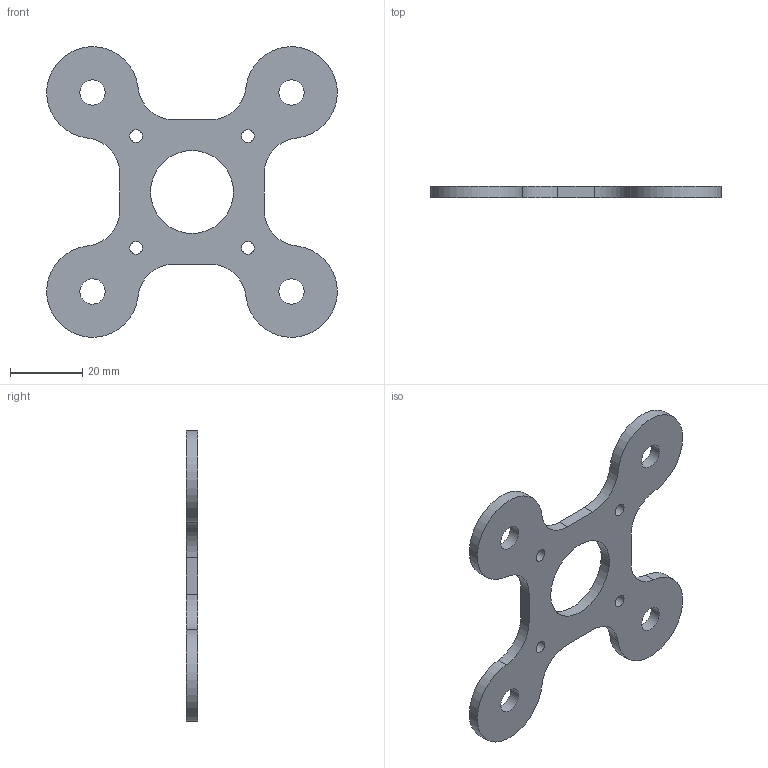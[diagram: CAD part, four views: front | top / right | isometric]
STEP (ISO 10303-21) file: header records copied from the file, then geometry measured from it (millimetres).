
FILE_DESCRIPTION(/* description */ (''),/* implementation_level */ '2;1');
FILE_NAME(/* name */ 'Nema17OPTmotorMountv2 v2.step',/* time_stamp */ '2019-06-27T13:26:58-07:00',/* author */ (''),/* organization */ (''),/* preprocessor_version */ 'ST-DEVELOPER v18',/* originating_system */ 'Autodesk Translation Framework v8.2.0.1029',/* authorisation */ '');
FILE_SCHEMA (('AUTOMOTIVE_DESIGN { 1 0 10303 214 3 1 1 }'));
Length unit declared in the file: millimetre
Products named in the file (1): Nema17OPTmotorMountv2
Bounding box: 80.47 x 3.17 x 80.47 mm (x, y, z)
Volume: 10207.4 mm3; surface area: 8302.8 mm2
Topology: 1 solids, 1 shells, 27 faces, 77 edges, 52 vertices
Faces by surface type: cylinder 21, plane 6
Full cylindrical faces by diameter (mm): 3.5 x4, 7 x4, 23 x1
Entity records: 969 total; most frequent: DIRECTION 177, CARTESIAN_POINT 157, ORIENTED_EDGE 154, EDGE_CURVE 77, AXIS2_PLACEMENT_3D 72, VERTEX_POINT 52, EDGE_LOOP 45, CIRCLE 44
